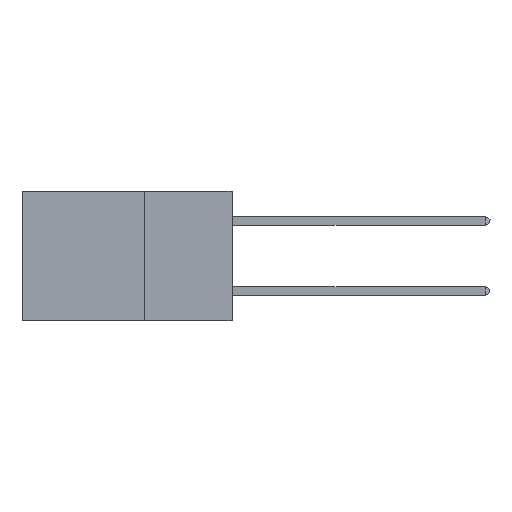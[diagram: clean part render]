
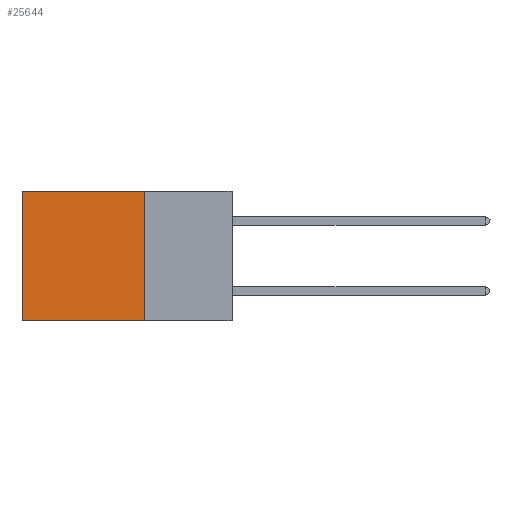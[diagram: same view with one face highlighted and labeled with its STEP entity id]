
A CAD part, left-side view. The second image highlights one B-rep face of the part: STEP entity #25644.
In plain terms, the highlighted planar face has unit normal (-1, 0, 0).
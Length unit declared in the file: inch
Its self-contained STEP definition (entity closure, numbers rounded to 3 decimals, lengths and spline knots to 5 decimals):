
#1071 = ORIENTED_EDGE ( 'NONE', *, *, #38443, .T. ) ;
#1992 = CARTESIAN_POINT ( 'NONE',  ( 0.2875, 0.6, -0.37 ) ) ;
#2820 = CARTESIAN_POINT ( 'NONE',  ( 0.2875, 0.25, 0. ) ) ;
#3640 = LINE ( 'NONE', #10891, #41873 ) ;
#3854 = LINE ( 'NONE', #18748, #22472 ) ;
#4930 = CARTESIAN_POINT ( 'NONE',  ( 0.2875, 0.6, 0. ) ) ;
#5067 = DIRECTION ( 'NONE',  ( 0., 0., -1. ) ) ;
#5732 = DIRECTION ( 'NONE',  ( 0., 1., 0. ) ) ;
#6894 = EDGE_CURVE ( 'NONE', #34088, #18730, #3854, .T. ) ;
#9887 = PLANE ( 'NONE',  #20306 ) ;
#10891 = CARTESIAN_POINT ( 'NONE',  ( 0.2875, 0.25, 0. ) ) ;
#10908 = ORIENTED_EDGE ( 'NONE', *, *, #38881, .F. ) ;
#11976 = VECTOR ( 'NONE', #5067, 39.37008 ) ;
#13432 = DIRECTION ( 'NONE',  ( 0., 0., -1. ) ) ;
#14349 = LINE ( 'NONE', #26643, #33959 ) ;
#14549 = CARTESIAN_POINT ( 'NONE',  ( 0.2875, 0.25, 0. ) ) ;
#14580 = ORIENTED_EDGE ( 'NONE', *, *, #6894, .F. ) ;
#16927 = CARTESIAN_POINT ( 'NONE',  ( 0.2875, 0.25, -0.37 ) ) ;
#17595 = DIRECTION ( 'NONE',  ( 0., 1., 0. ) ) ;
#18035 = EDGE_CURVE ( 'NONE', #27125, #30935, #14349, .T. ) ;
#18730 = VERTEX_POINT ( 'NONE', #1992 ) ;
#18748 = CARTESIAN_POINT ( 'NONE',  ( 0.2875, 0.25, -0.37 ) ) ;
#20306 = AXIS2_PLACEMENT_3D ( 'NONE', #2820, #34282, #13432 ) ;
#22472 = VECTOR ( 'NONE', #17595, 39.37008 ) ;
#25009 = FACE_OUTER_BOUND ( 'NONE', #30961, .T. ) ;
#25644 = ADVANCED_FACE ( 'NONE', ( #25009 ), #9887, .F. ) ;
#26131 = CARTESIAN_POINT ( 'NONE',  ( 0.2875, 0.6, 0. ) ) ;
#26643 = CARTESIAN_POINT ( 'NONE',  ( 0.2875, 0.25, 0. ) ) ;
#27125 = VERTEX_POINT ( 'NONE', #14549 ) ;
#30478 = LINE ( 'NONE', #26131, #11976 ) ;
#30935 = VERTEX_POINT ( 'NONE', #4930 ) ;
#30961 = EDGE_LOOP ( 'NONE', ( #1071, #14580, #10908, #41518 ) ) ;
#33959 = VECTOR ( 'NONE', #5732, 39.37008 ) ;
#34088 = VERTEX_POINT ( 'NONE', #16927 ) ;
#34282 = DIRECTION ( 'NONE',  ( 1., 0., 0. ) ) ;
#35256 = DIRECTION ( 'NONE',  ( 0., 0., -1. ) ) ;
#38443 = EDGE_CURVE ( 'NONE', #30935, #18730, #30478, .T. ) ;
#38881 = EDGE_CURVE ( 'NONE', #27125, #34088, #3640, .T. ) ;
#41518 = ORIENTED_EDGE ( 'NONE', *, *, #18035, .T. ) ;
#41873 = VECTOR ( 'NONE', #35256, 39.37008 ) ;
